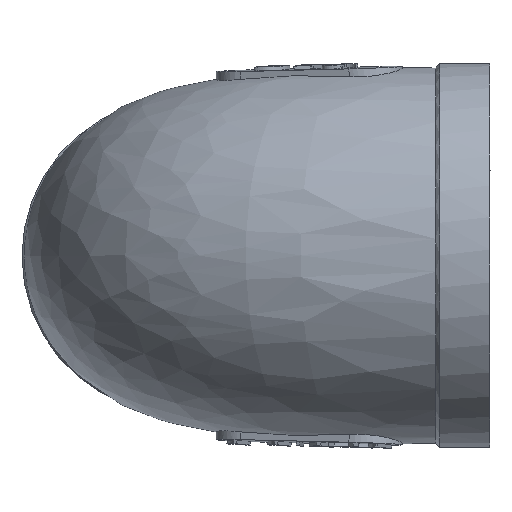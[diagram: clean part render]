
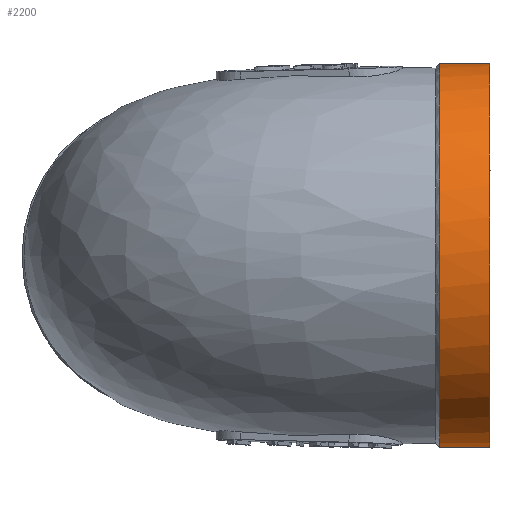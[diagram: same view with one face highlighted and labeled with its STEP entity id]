
A CAD part, top view. The second image highlights one B-rep face of the part: STEP entity #2200.
In plain terms, the highlighted cylindrical face has radius 24.74 mm (diameter 49.48 mm), a full revolution.
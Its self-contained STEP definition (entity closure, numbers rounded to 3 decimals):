
#20=CYLINDRICAL_SURFACE('',#2350,24.74);
#547=CIRCLE('',#2343,24.74);
#551=CIRCLE('',#2349,24.74);
#667=ORIENTED_EDGE('',*,*,#1286,.T.);
#668=ORIENTED_EDGE('',*,*,#1312,.T.);
#1286=EDGE_CURVE('',#1610,#1610,#547,.F.);
#1312=EDGE_CURVE('',#1635,#1635,#551,.T.);
#1610=VERTEX_POINT('',#3351);
#1635=VERTEX_POINT('',#4240);
#1872=EDGE_LOOP('',(#667));
#1873=EDGE_LOOP('',(#668));
#2025=FACE_BOUND('',#1872,.T.);
#2026=FACE_BOUND('',#1873,.T.);
#2200=ADVANCED_FACE('',(#2025,#2026),#20,.T.);
#2343=AXIS2_PLACEMENT_3D('',#3350,#2495,#2496);
#2349=AXIS2_PLACEMENT_3D('',#4239,#2507,#2508);
#2350=AXIS2_PLACEMENT_3D('',#4265,#2509,#2510);
#2495=DIRECTION('',(-1.,0.,0.));
#2496=DIRECTION('',(0.,0.,1.));
#2507=DIRECTION('',(-1.,0.,0.));
#2508=DIRECTION('',(0.,1.,0.));
#2509=DIRECTION('',(1.,0.,0.));
#2510=DIRECTION('',(0.,0.,-1.));
#3350=CARTESIAN_POINT('',(-6.5,0.,40.));
#3351=CARTESIAN_POINT('',(-6.5,0.,64.74));
#4239=CARTESIAN_POINT('',(0.,0.,40.));
#4240=CARTESIAN_POINT('',(0.,24.74,40.));
#4265=CARTESIAN_POINT('',(-7.,0.,40.));
